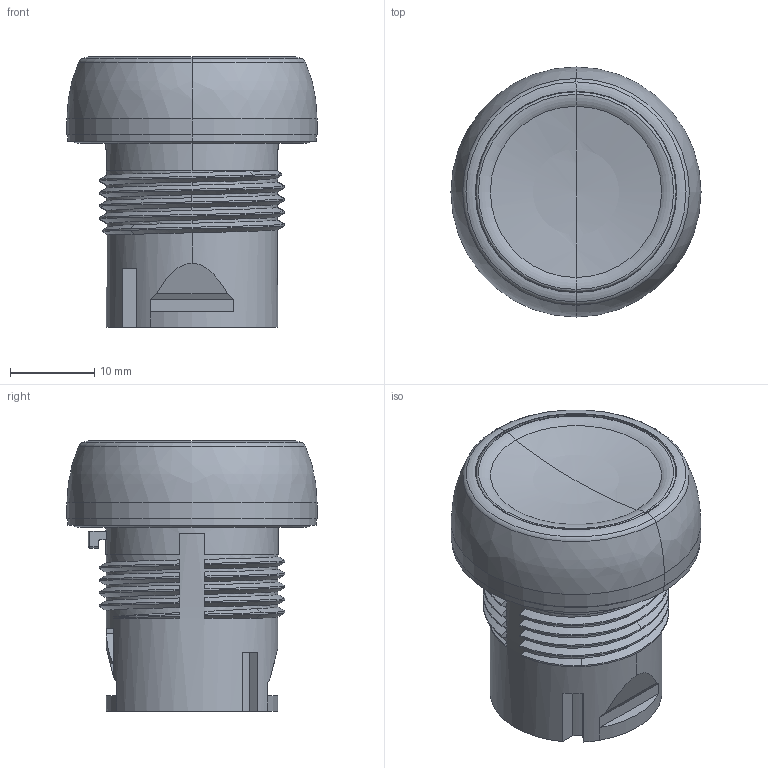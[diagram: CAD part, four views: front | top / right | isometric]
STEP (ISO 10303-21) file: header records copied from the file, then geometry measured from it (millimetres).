
FILE_DESCRIPTION((''),'2;1');
FILE_NAME('800F_F','2009-03-09T',('abschul1'),('Rockwell Automation'),'PRO/ENGINEER BY PARAMETRIC TECHNOLOGY CORPORATION, 2004320','PRO/ENGINEER BY PARAMETRIC TECHNOLOGY CORPORATION, 2004320','');
FILE_SCHEMA(('CONFIG_CONTROL_DESIGN'));
Length unit declared in the file: millimetre
Products named in the file (1): 800F_F
Bounding box: 29.6 x 29.6 x 32.02 mm (x, y, z)
Volume: 8918.7 mm3; surface area: 5139.1 mm2
Topology: 1 solids, 1 shells, 145 faces, 381 edges, 243 vertices
Faces by surface type: plane 67, bspline 40, cylinder 20, torus 10, sphere 4, cone 4
Entity records: 14746 total; most frequent: CARTESIAN_POINT 11418, ORIENTED_EDGE 758, DIRECTION 565, EDGE_CURVE 379, VERTEX_POINT 243, AXIS2_PLACEMENT_3D 199, VECTOR 167, LINE 167
